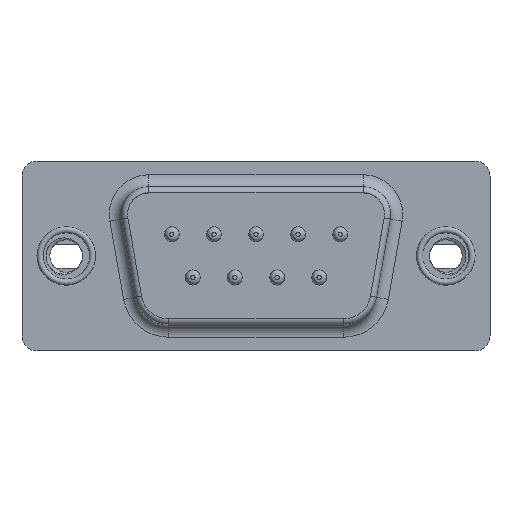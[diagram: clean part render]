
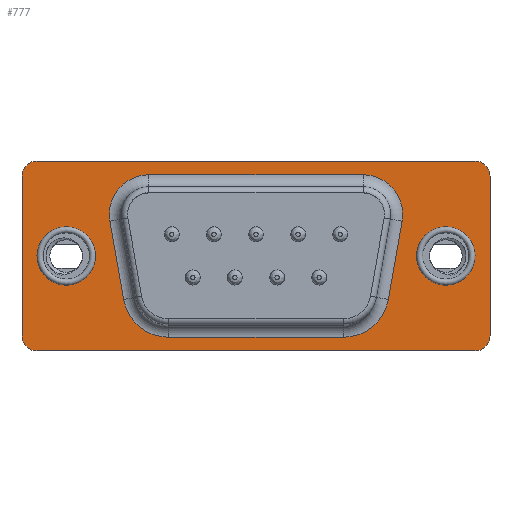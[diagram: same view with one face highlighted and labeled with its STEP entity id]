
A CAD part, top view. The second image highlights one B-rep face of the part: STEP entity #777.
In plain terms, the highlighted planar face has unit normal (0, 0, 1).
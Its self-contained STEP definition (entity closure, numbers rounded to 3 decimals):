
#369=FACE_BOUND('',#1633,.T.);
#370=FACE_BOUND('',#1635,.T.);
#371=FACE_BOUND('',#1636,.T.);
#502=PLANE('',#5828);
#777=ADVANCED_FACE('',(#369,#1215,#370,#371),#502,.T.);
#1215=FACE_OUTER_BOUND('',#1634,.T.);
#1633=EDGE_LOOP('',(#3051,#3052,#3053,#3054,#3055,#3056,#3057,#3058));
#1634=EDGE_LOOP('',(#3059,#3060,#3061,#3062,#3063,#3064,#3065,#3066));
#1635=EDGE_LOOP('',(#3067));
#1636=EDGE_LOOP('',(#3068));
#1931=CIRCLE('',#5818,2.609);
#1932=CIRCLE('',#5819,2.609);
#1933=CIRCLE('',#5820,3.009);
#1934=CIRCLE('',#5821,3.009);
#1935=CIRCLE('',#5822,1.);
#1936=CIRCLE('',#5823,1.);
#1937=CIRCLE('',#5824,1.);
#1938=CIRCLE('',#5825,1.);
#1939=CIRCLE('',#5826,1.725);
#1940=CIRCLE('',#5827,1.725);
#3051=ORIENTED_EDGE('',*,*,#4445,.T.);
#3052=ORIENTED_EDGE('',*,*,#4446,.T.);
#3053=ORIENTED_EDGE('',*,*,#4447,.T.);
#3054=ORIENTED_EDGE('',*,*,#4448,.T.);
#3055=ORIENTED_EDGE('',*,*,#4449,.T.);
#3056=ORIENTED_EDGE('',*,*,#4450,.T.);
#3057=ORIENTED_EDGE('',*,*,#4451,.T.);
#3058=ORIENTED_EDGE('',*,*,#4452,.T.);
#3059=ORIENTED_EDGE('',*,*,#4453,.T.);
#3060=ORIENTED_EDGE('',*,*,#4454,.T.);
#3061=ORIENTED_EDGE('',*,*,#4455,.T.);
#3062=ORIENTED_EDGE('',*,*,#4456,.T.);
#3063=ORIENTED_EDGE('',*,*,#4457,.T.);
#3064=ORIENTED_EDGE('',*,*,#4458,.T.);
#3065=ORIENTED_EDGE('',*,*,#4459,.T.);
#3066=ORIENTED_EDGE('',*,*,#4460,.T.);
#3067=ORIENTED_EDGE('',*,*,#4461,.F.);
#3068=ORIENTED_EDGE('',*,*,#4462,.F.);
#3813=VERTEX_POINT('',#13162);
#3814=VERTEX_POINT('',#13163);
#3815=VERTEX_POINT('',#13165);
#3816=VERTEX_POINT('',#13167);
#3817=VERTEX_POINT('',#13169);
#3818=VERTEX_POINT('',#13171);
#3819=VERTEX_POINT('',#13173);
#3820=VERTEX_POINT('',#13175);
#3821=VERTEX_POINT('',#13178);
#3822=VERTEX_POINT('',#13179);
#3823=VERTEX_POINT('',#13181);
#3824=VERTEX_POINT('',#13183);
#3825=VERTEX_POINT('',#13185);
#3826=VERTEX_POINT('',#13187);
#3827=VERTEX_POINT('',#13189);
#3828=VERTEX_POINT('',#13191);
#3829=VERTEX_POINT('',#13194);
#3830=VERTEX_POINT('',#13196);
#4445=EDGE_CURVE('',#3813,#3814,#4903,.T.);
#4446=EDGE_CURVE('',#3814,#3815,#1931,.T.);
#4447=EDGE_CURVE('',#3815,#3816,#4904,.T.);
#4448=EDGE_CURVE('',#3816,#3817,#1932,.T.);
#4449=EDGE_CURVE('',#3817,#3818,#4905,.T.);
#4450=EDGE_CURVE('',#3818,#3819,#1933,.T.);
#4451=EDGE_CURVE('',#3819,#3820,#4906,.T.);
#4452=EDGE_CURVE('',#3820,#3813,#1934,.T.);
#4453=EDGE_CURVE('',#3821,#3822,#4907,.T.);
#4454=EDGE_CURVE('',#3822,#3823,#1935,.T.);
#4455=EDGE_CURVE('',#3823,#3824,#4908,.T.);
#4456=EDGE_CURVE('',#3824,#3825,#1936,.T.);
#4457=EDGE_CURVE('',#3825,#3826,#4909,.T.);
#4458=EDGE_CURVE('',#3826,#3827,#1937,.T.);
#4459=EDGE_CURVE('',#3827,#3828,#4910,.T.);
#4460=EDGE_CURVE('',#3828,#3821,#1938,.T.);
#4461=EDGE_CURVE('',#3829,#3829,#1939,.T.);
#4462=EDGE_CURVE('',#3830,#3830,#1940,.T.);
#4903=LINE('',#13161,#5265);
#4904=LINE('',#13166,#5266);
#4905=LINE('',#13170,#5267);
#4906=LINE('',#13174,#5268);
#4907=LINE('',#13177,#5269);
#4908=LINE('',#13182,#5270);
#4909=LINE('',#13186,#5271);
#4910=LINE('',#13190,#5272);
#5265=VECTOR('',#7204,1.);
#5266=VECTOR('',#7207,1.);
#5267=VECTOR('',#7210,1.);
#5268=VECTOR('',#7213,1.);
#5269=VECTOR('',#7216,1.);
#5270=VECTOR('',#7219,1.);
#5271=VECTOR('',#7222,1.);
#5272=VECTOR('',#7225,1.);
#5818=AXIS2_PLACEMENT_3D('',#13164,#7205,#7206);
#5819=AXIS2_PLACEMENT_3D('',#13168,#7208,#7209);
#5820=AXIS2_PLACEMENT_3D('',#13172,#7211,#7212);
#5821=AXIS2_PLACEMENT_3D('',#13176,#7214,#7215);
#5822=AXIS2_PLACEMENT_3D('',#13180,#7217,#7218);
#5823=AXIS2_PLACEMENT_3D('',#13184,#7220,#7221);
#5824=AXIS2_PLACEMENT_3D('',#13188,#7223,#7224);
#5825=AXIS2_PLACEMENT_3D('',#13192,#7226,#7227);
#5826=AXIS2_PLACEMENT_3D('',#13193,#7228,#7229);
#5827=AXIS2_PLACEMENT_3D('',#13195,#7230,#7231);
#5828=AXIS2_PLACEMENT_3D('',#13197,#7232,#7233);
#7204=DIRECTION('',(-0.173,0.985,0.));
#7205=DIRECTION('',(0.,0.,-1.));
#7206=DIRECTION('',(1.,0.,0.));
#7207=DIRECTION('',(1.,0.,0.));
#7208=DIRECTION('',(0.,0.,-1.));
#7209=DIRECTION('',(1.,0.,0.));
#7210=DIRECTION('',(-0.173,-0.985,0.));
#7211=DIRECTION('',(0.,0.,-1.));
#7212=DIRECTION('',(1.,0.,0.));
#7213=DIRECTION('',(-1.,0.,0.));
#7214=DIRECTION('',(0.,0.,-1.));
#7215=DIRECTION('',(1.,0.,0.));
#7216=DIRECTION('',(1.,0.,0.));
#7217=DIRECTION('',(0.,0.,1.));
#7218=DIRECTION('',(-1.,0.,0.));
#7219=DIRECTION('',(0.,1.,0.));
#7220=DIRECTION('',(0.,0.,1.));
#7221=DIRECTION('',(-1.,0.,0.));
#7222=DIRECTION('',(-1.,0.,0.));
#7223=DIRECTION('',(0.,0.,1.));
#7224=DIRECTION('',(-1.,0.,0.));
#7225=DIRECTION('',(0.,-1.,0.));
#7226=DIRECTION('',(0.,0.,1.));
#7227=DIRECTION('',(-1.,0.,0.));
#7228=DIRECTION('',(0.,0.,1.));
#7229=DIRECTION('',(-1.,0.,0.));
#7230=DIRECTION('',(0.,0.,1.));
#7231=DIRECTION('',(-1.,0.,0.));
#7232=DIRECTION('',(0.,0.,1.));
#7233=DIRECTION('',(1.,0.,0.));
#13161=CARTESIAN_POINT('',(-9.618,2.288,-8.));
#13162=CARTESIAN_POINT('',(-8.711,-2.863,-8.));
#13163=CARTESIAN_POINT('',(-9.618,2.288,-8.));
#13164=CARTESIAN_POINT('',(-7.049,2.741,-8.));
#13165=CARTESIAN_POINT('',(-7.049,5.35,-8.));
#13166=CARTESIAN_POINT('',(7.049,5.35,-8.));
#13167=CARTESIAN_POINT('',(7.049,5.35,-8.));
#13168=CARTESIAN_POINT('',(7.049,2.741,-8.));
#13169=CARTESIAN_POINT('',(9.618,2.288,-8.));
#13170=CARTESIAN_POINT('',(8.711,-2.863,-8.));
#13171=CARTESIAN_POINT('',(8.711,-2.863,-8.));
#13172=CARTESIAN_POINT('',(5.748,-2.341,-8.));
#13173=CARTESIAN_POINT('',(5.748,-5.35,-8.));
#13174=CARTESIAN_POINT('',(-5.748,-5.35,-8.));
#13175=CARTESIAN_POINT('',(-5.748,-5.35,-8.));
#13176=CARTESIAN_POINT('',(-5.748,-2.341,-8.));
#13177=CARTESIAN_POINT('',(-12.5,-6.25,-8.));
#13178=CARTESIAN_POINT('',(-14.405,-6.25,-8.));
#13179=CARTESIAN_POINT('',(14.405,-6.25,-8.));
#13180=CARTESIAN_POINT('',(14.405,-5.25,-8.));
#13181=CARTESIAN_POINT('',(15.405,-5.25,-8.));
#13182=CARTESIAN_POINT('',(15.405,0.,-8.));
#13183=CARTESIAN_POINT('',(15.405,5.25,-8.));
#13184=CARTESIAN_POINT('',(14.405,5.25,-8.));
#13185=CARTESIAN_POINT('',(14.405,6.25,-8.));
#13186=CARTESIAN_POINT('',(-12.5,6.25,-8.));
#13187=CARTESIAN_POINT('',(-14.405,6.25,-8.));
#13188=CARTESIAN_POINT('',(-14.405,5.25,-8.));
#13189=CARTESIAN_POINT('',(-15.405,5.25,-8.));
#13190=CARTESIAN_POINT('',(-15.405,0.,-8.));
#13191=CARTESIAN_POINT('',(-15.405,-5.25,-8.));
#13192=CARTESIAN_POINT('',(-14.405,-5.25,-8.));
#13193=CARTESIAN_POINT('',(-12.495,0.,-8.));
#13194=CARTESIAN_POINT('',(-14.22,0.,-8.));
#13195=CARTESIAN_POINT('',(12.495,0.,-8.));
#13196=CARTESIAN_POINT('',(10.77,0.,-8.));
#13197=CARTESIAN_POINT('',(0.,0.,
-8.));
